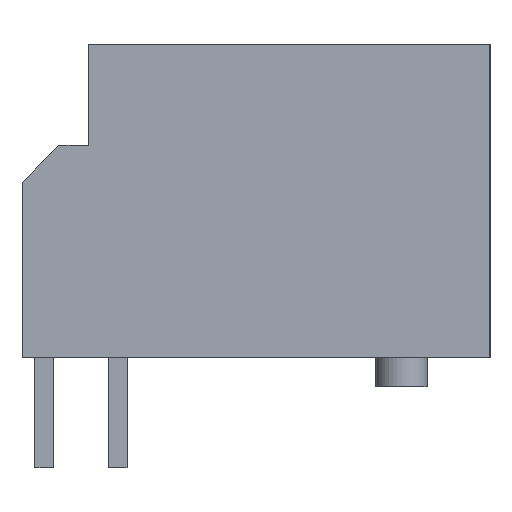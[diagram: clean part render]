
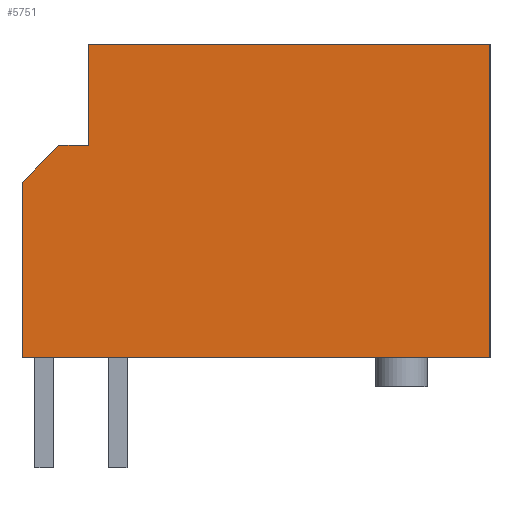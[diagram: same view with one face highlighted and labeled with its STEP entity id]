
A CAD part, left-side view. The second image highlights one B-rep face of the part: STEP entity #5751.
In plain terms, the highlighted planar face has unit normal (-1, 0, 0).
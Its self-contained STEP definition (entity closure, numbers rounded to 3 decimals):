
#238 = PLANE('',#239);
#239 = AXIS2_PLACEMENT_3D('',#240,#241,#242);
#240 = CARTESIAN_POINT('',(-2.,-12.1,0.));
#241 = DIRECTION('',(0.,0.,1.));
#242 = DIRECTION('',(0.,1.,0.));
#467 = VERTEX_POINT('',#468);
#468 = CARTESIAN_POINT('',(-2.,-12.1,0.));
#482 = PLANE('',#483);
#483 = AXIS2_PLACEMENT_3D('',#484,#485,#486);
#484 = CARTESIAN_POINT('',(-2.,-12.1,8.5));
#485 = DIRECTION('',(0.,1.,0.));
#486 = DIRECTION('',(0.,0.,-1.));
#494 = EDGE_CURVE('',#495,#467,#497,.T.);
#495 = VERTEX_POINT('',#496);
#496 = CARTESIAN_POINT('',(-2.,0.6,0.));
#497 = SURFACE_CURVE('',#498,(#502,#509),.PCURVE_S1.);
#498 = LINE('',#499,#500);
#499 = CARTESIAN_POINT('',(-2.,-12.1,0.));
#500 = VECTOR('',#501,1.);
#501 = DIRECTION('',(0.,-1.,0.));
#502 = PCURVE('',#238,#503);
#503 = DEFINITIONAL_REPRESENTATION('',(#504),#508);
#504 = LINE('',#505,#506);
#505 = CARTESIAN_POINT('',(0.,0.));
#506 = VECTOR('',#507,1.);
#507 = DIRECTION('',(-1.,0.));
#508 = ( GEOMETRIC_REPRESENTATION_CONTEXT(2) 
PARAMETRIC_REPRESENTATION_CONTEXT() REPRESENTATION_CONTEXT('2D SPACE',''
  ) );
#509 = PCURVE('',#510,#515);
#510 = PLANE('',#511);
#511 = AXIS2_PLACEMENT_3D('',#512,#513,#514);
#512 = CARTESIAN_POINT('',(-2.,0.6,8.5));
#513 = DIRECTION('',(-1.,0.,0.));
#514 = DIRECTION('',(0.,0.,-1.));
#515 = DEFINITIONAL_REPRESENTATION('',(#516),#520);
#516 = LINE('',#517,#518);
#517 = CARTESIAN_POINT('',(8.5,12.7));
#518 = VECTOR('',#519,1.);
#519 = DIRECTION('',(0.,1.));
#520 = ( GEOMETRIC_REPRESENTATION_CONTEXT(2) 
PARAMETRIC_REPRESENTATION_CONTEXT() REPRESENTATION_CONTEXT('2D SPACE',''
  ) );
#538 = PLANE('',#539);
#539 = AXIS2_PLACEMENT_3D('',#540,#541,#542);
#540 = CARTESIAN_POINT('',(-2.,0.6,4.75));
#541 = DIRECTION('',(0.,-1.,0.));
#542 = DIRECTION('',(0.,0.,1.));
#866 = PLANE('',#867);
#867 = AXIS2_PLACEMENT_3D('',#868,#869,#870);
#868 = CARTESIAN_POINT('',(-2.,0.6,4.75));
#869 = DIRECTION('',(0.,-0.707,-0.707
    ));
#870 = DIRECTION('',(0.,-0.707,0.707)
  );
#894 = PLANE('',#895);
#895 = AXIS2_PLACEMENT_3D('',#896,#897,#898);
#896 = CARTESIAN_POINT('',(-2.,-0.4,5.75));
#897 = DIRECTION('',(0.,0.,-1.));
#898 = DIRECTION('',(0.,-1.,0.));
#920 = PLANE('',#921);
#921 = AXIS2_PLACEMENT_3D('',#922,#923,#924);
#922 = CARTESIAN_POINT('',(-2.,-1.2,5.75));
#923 = DIRECTION('',(0.,-1.,0.));
#924 = DIRECTION('',(0.,0.,1.));
#953 = PLANE('',#954);
#954 = AXIS2_PLACEMENT_3D('',#955,#956,#957);
#955 = CARTESIAN_POINT('',(-2.,-12.1,8.5));
#956 = DIRECTION('',(0.,0.,-1.));
#957 = DIRECTION('',(0.,-1.,0.));
#1327 = VERTEX_POINT('',#1328);
#1328 = CARTESIAN_POINT('',(-2.,0.6,4.75));
#1351 = EDGE_CURVE('',#1327,#495,#1352,.T.);
#1352 = SURFACE_CURVE('',#1353,(#1357,#1364),.PCURVE_S1.);
#1353 = LINE('',#1354,#1355);
#1354 = CARTESIAN_POINT('',(-2.,0.6,4.75));
#1355 = VECTOR('',#1356,1.);
#1356 = DIRECTION('',(0.,0.,-1.));
#1357 = PCURVE('',#538,#1358);
#1358 = DEFINITIONAL_REPRESENTATION('',(#1359),#1363);
#1359 = LINE('',#1360,#1361);
#1360 = CARTESIAN_POINT('',(0.,0.));
#1361 = VECTOR('',#1362,1.);
#1362 = DIRECTION('',(-1.,0.));
#1363 = ( GEOMETRIC_REPRESENTATION_CONTEXT(2) 
PARAMETRIC_REPRESENTATION_CONTEXT() REPRESENTATION_CONTEXT('2D SPACE',''
  ) );
#1364 = PCURVE('',#510,#1365);
#1365 = DEFINITIONAL_REPRESENTATION('',(#1366),#1370);
#1366 = LINE('',#1367,#1368);
#1367 = CARTESIAN_POINT('',(3.75,0.));
#1368 = VECTOR('',#1369,1.);
#1369 = DIRECTION('',(1.,0.));
#1370 = ( GEOMETRIC_REPRESENTATION_CONTEXT(2) 
PARAMETRIC_REPRESENTATION_CONTEXT() REPRESENTATION_CONTEXT('2D SPACE',''
  ) );
#1434 = VERTEX_POINT('',#1435);
#1435 = CARTESIAN_POINT('',(-2.,-12.1,8.5));
#1456 = EDGE_CURVE('',#467,#1434,#1457,.T.);
#1457 = SURFACE_CURVE('',#1458,(#1462,#1469),.PCURVE_S1.);
#1458 = LINE('',#1459,#1460);
#1459 = CARTESIAN_POINT('',(-2.,-12.1,8.5));
#1460 = VECTOR('',#1461,1.);
#1461 = DIRECTION('',(0.,0.,1.));
#1462 = PCURVE('',#482,#1463);
#1463 = DEFINITIONAL_REPRESENTATION('',(#1464),#1468);
#1464 = LINE('',#1465,#1466);
#1465 = CARTESIAN_POINT('',(0.,0.));
#1466 = VECTOR('',#1467,1.);
#1467 = DIRECTION('',(-1.,0.));
#1468 = ( GEOMETRIC_REPRESENTATION_CONTEXT(2) 
PARAMETRIC_REPRESENTATION_CONTEXT() REPRESENTATION_CONTEXT('2D SPACE',''
  ) );
#1469 = PCURVE('',#510,#1470);
#1470 = DEFINITIONAL_REPRESENTATION('',(#1471),#1475);
#1471 = LINE('',#1472,#1473);
#1472 = CARTESIAN_POINT('',(0.,12.7));
#1473 = VECTOR('',#1474,1.);
#1474 = DIRECTION('',(-1.,0.));
#1475 = ( GEOMETRIC_REPRESENTATION_CONTEXT(2) 
PARAMETRIC_REPRESENTATION_CONTEXT() REPRESENTATION_CONTEXT('2D SPACE',''
  ) );
#5751 = ADVANCED_FACE('',(#5752),#510,.T.);
#5752 = FACE_BOUND('',#5753,.T.);
#5753 = EDGE_LOOP('',(#5754,#5777,#5800,#5823,#5844,#5845,#5846));
#5754 = ORIENTED_EDGE('',*,*,#5755,.T.);
#5755 = EDGE_CURVE('',#1434,#5756,#5758,.T.);
#5756 = VERTEX_POINT('',#5757);
#5757 = CARTESIAN_POINT('',(-2.,-1.2,8.5));
#5758 = SURFACE_CURVE('',#5759,(#5763,#5770),.PCURVE_S1.);
#5759 = LINE('',#5760,#5761);
#5760 = CARTESIAN_POINT('',(-2.,-12.1,8.5));
#5761 = VECTOR('',#5762,1.);
#5762 = DIRECTION('',(0.,1.,0.));
#5763 = PCURVE('',#510,#5764);
#5764 = DEFINITIONAL_REPRESENTATION('',(#5765),#5769);
#5765 = LINE('',#5766,#5767);
#5766 = CARTESIAN_POINT('',(0.,12.7));
#5767 = VECTOR('',#5768,1.);
#5768 = DIRECTION('',(0.,-1.));
#5769 = ( GEOMETRIC_REPRESENTATION_CONTEXT(2) 
PARAMETRIC_REPRESENTATION_CONTEXT() REPRESENTATION_CONTEXT('2D SPACE',''
  ) );
#5770 = PCURVE('',#953,#5771);
#5771 = DEFINITIONAL_REPRESENTATION('',(#5772),#5776);
#5772 = LINE('',#5773,#5774);
#5773 = CARTESIAN_POINT('',(0.,0.));
#5774 = VECTOR('',#5775,1.);
#5775 = DIRECTION('',(-1.,0.));
#5776 = ( GEOMETRIC_REPRESENTATION_CONTEXT(2) 
PARAMETRIC_REPRESENTATION_CONTEXT() REPRESENTATION_CONTEXT('2D SPACE',''
  ) );
#5777 = ORIENTED_EDGE('',*,*,#5778,.T.);
#5778 = EDGE_CURVE('',#5756,#5779,#5781,.T.);
#5779 = VERTEX_POINT('',#5780);
#5780 = CARTESIAN_POINT('',(-2.,-1.2,5.75));
#5781 = SURFACE_CURVE('',#5782,(#5786,#5793),.PCURVE_S1.);
#5782 = LINE('',#5783,#5784);
#5783 = CARTESIAN_POINT('',(-2.,-1.2,5.75));
#5784 = VECTOR('',#5785,1.);
#5785 = DIRECTION('',(0.,0.,-1.));
#5786 = PCURVE('',#510,#5787);
#5787 = DEFINITIONAL_REPRESENTATION('',(#5788),#5792);
#5788 = LINE('',#5789,#5790);
#5789 = CARTESIAN_POINT('',(2.75,1.8));
#5790 = VECTOR('',#5791,1.);
#5791 = DIRECTION('',(1.,0.));
#5792 = ( GEOMETRIC_REPRESENTATION_CONTEXT(2) 
PARAMETRIC_REPRESENTATION_CONTEXT() REPRESENTATION_CONTEXT('2D SPACE',''
  ) );
#5793 = PCURVE('',#920,#5794);
#5794 = DEFINITIONAL_REPRESENTATION('',(#5795),#5799);
#5795 = LINE('',#5796,#5797);
#5796 = CARTESIAN_POINT('',(0.,0.));
#5797 = VECTOR('',#5798,1.);
#5798 = DIRECTION('',(-1.,0.));
#5799 = ( GEOMETRIC_REPRESENTATION_CONTEXT(2) 
PARAMETRIC_REPRESENTATION_CONTEXT() REPRESENTATION_CONTEXT('2D SPACE',''
  ) );
#5800 = ORIENTED_EDGE('',*,*,#5801,.T.);
#5801 = EDGE_CURVE('',#5779,#5802,#5804,.T.);
#5802 = VERTEX_POINT('',#5803);
#5803 = CARTESIAN_POINT('',(-2.,-0.4,5.75));
#5804 = SURFACE_CURVE('',#5805,(#5809,#5816),.PCURVE_S1.);
#5805 = LINE('',#5806,#5807);
#5806 = CARTESIAN_POINT('',(-2.,-0.4,5.75));
#5807 = VECTOR('',#5808,1.);
#5808 = DIRECTION('',(0.,1.,0.));
#5809 = PCURVE('',#510,#5810);
#5810 = DEFINITIONAL_REPRESENTATION('',(#5811),#5815);
#5811 = LINE('',#5812,#5813);
#5812 = CARTESIAN_POINT('',(2.75,1.));
#5813 = VECTOR('',#5814,1.);
#5814 = DIRECTION('',(0.,-1.));
#5815 = ( GEOMETRIC_REPRESENTATION_CONTEXT(2) 
PARAMETRIC_REPRESENTATION_CONTEXT() REPRESENTATION_CONTEXT('2D SPACE',''
  ) );
#5816 = PCURVE('',#894,#5817);
#5817 = DEFINITIONAL_REPRESENTATION('',(#5818),#5822);
#5818 = LINE('',#5819,#5820);
#5819 = CARTESIAN_POINT('',(0.,0.));
#5820 = VECTOR('',#5821,1.);
#5821 = DIRECTION('',(-1.,0.));
#5822 = ( GEOMETRIC_REPRESENTATION_CONTEXT(2) 
PARAMETRIC_REPRESENTATION_CONTEXT() REPRESENTATION_CONTEXT('2D SPACE',''
  ) );
#5823 = ORIENTED_EDGE('',*,*,#5824,.T.);
#5824 = EDGE_CURVE('',#5802,#1327,#5825,.T.);
#5825 = SURFACE_CURVE('',#5826,(#5830,#5837),.PCURVE_S1.);
#5826 = LINE('',#5827,#5828);
#5827 = CARTESIAN_POINT('',(-2.,0.6,4.75));
#5828 = VECTOR('',#5829,1.);
#5829 = DIRECTION('',(0.,0.707,
    -0.707));
#5830 = PCURVE('',#510,#5831);
#5831 = DEFINITIONAL_REPRESENTATION('',(#5832),#5836);
#5832 = LINE('',#5833,#5834);
#5833 = CARTESIAN_POINT('',(3.75,0.));
#5834 = VECTOR('',#5835,1.);
#5835 = DIRECTION('',(0.707,-0.707));
#5836 = ( GEOMETRIC_REPRESENTATION_CONTEXT(2) 
PARAMETRIC_REPRESENTATION_CONTEXT() REPRESENTATION_CONTEXT('2D SPACE',''
  ) );
#5837 = PCURVE('',#866,#5838);
#5838 = DEFINITIONAL_REPRESENTATION('',(#5839),#5843);
#5839 = LINE('',#5840,#5841);
#5840 = CARTESIAN_POINT('',(0.,0.));
#5841 = VECTOR('',#5842,1.);
#5842 = DIRECTION('',(-1.,0.));
#5843 = ( GEOMETRIC_REPRESENTATION_CONTEXT(2) 
PARAMETRIC_REPRESENTATION_CONTEXT() REPRESENTATION_CONTEXT('2D SPACE',''
  ) );
#5844 = ORIENTED_EDGE('',*,*,#1351,.T.);
#5845 = ORIENTED_EDGE('',*,*,#494,.T.);
#5846 = ORIENTED_EDGE('',*,*,#1456,.T.);
